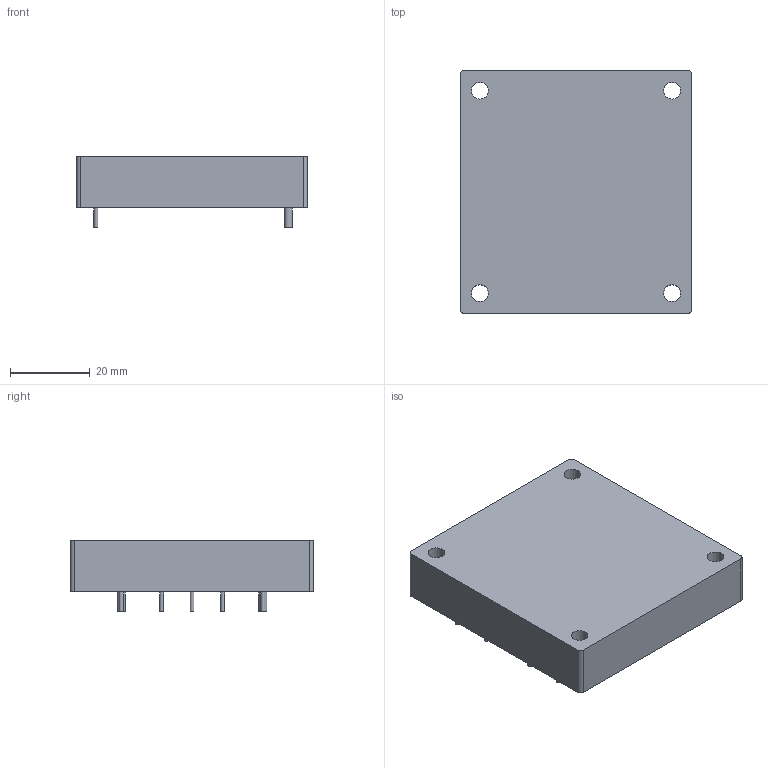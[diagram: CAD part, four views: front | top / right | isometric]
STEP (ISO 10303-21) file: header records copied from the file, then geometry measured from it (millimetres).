
FILE_DESCRIPTION(('STEP AP242'), '1');
FILE_NAME('ÂÐÌ27-100', '', ('UNSPECIFIED'), ('UNSPECIFIED'), 'ASCON STEP Converter 1.6', 'ASCON Math Kernel', '');
FILE_SCHEMA(('AP242_MANAGED_MODEL_BASED_3D_ENGINEERING_MIM_LF { 1 0 10303 442 1 1 4 }'));
Length unit declared in the file: millimetre
Bounding box: 58 x 61 x 18 mm (x, y, z)
Volume: 45321.3 mm3; surface area: 10894 mm2
Topology: 1 solids, 1 shells, 32 faces, 63 edges, 42 vertices
Faces by surface type: cylinder 17, plane 15
Full cylindrical faces by diameter (mm): 1 x7, 2 x2, 4.2 x4
Entity records: 1088 total; most frequent: DIRECTION 150, CARTESIAN_POINT 125, ORIENTED_EDGE 100, AXIS2_PLACEMENT_3D 67, EDGE_LOOP 62, EDGE_CURVE 50, VERTEX_POINT 42, FACE_BOUND 36
